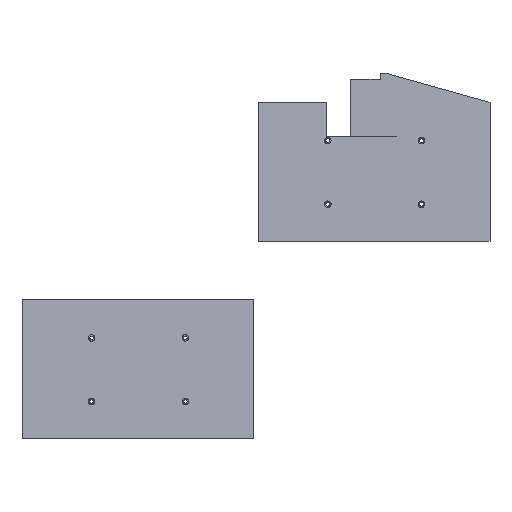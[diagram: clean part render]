
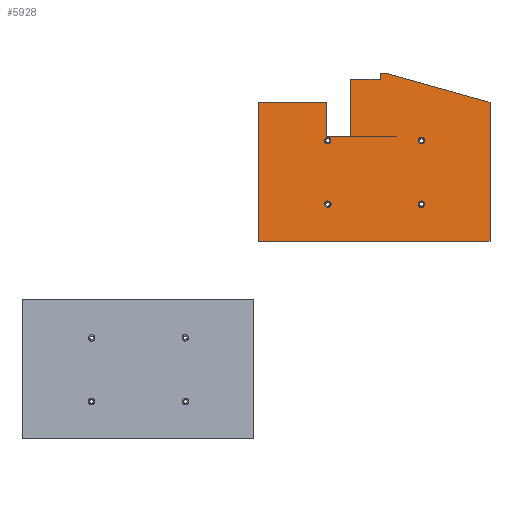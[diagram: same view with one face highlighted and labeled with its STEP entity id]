
A CAD part, front view. The second image highlights one B-rep face of the part: STEP entity #5928.
In plain terms, the highlighted planar face has unit normal (0, -0.995, 0.104).
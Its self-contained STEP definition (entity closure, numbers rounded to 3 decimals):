
#21=ELLIPSE('',#6252,2.011,2.);
#22=ELLIPSE('',#6253,2.011,2.);
#23=ELLIPSE('',#6254,2.011,2.);
#24=ELLIPSE('',#6255,2.011,2.);
#64=FACE_BOUND('',#574,.T.);
#65=FACE_BOUND('',#575,.T.);
#66=FACE_BOUND('',#576,.T.);
#67=FACE_BOUND('',#577,.T.);
#266=FACE_OUTER_BOUND('',#573,.T.);
#573=EDGE_LOOP('',(#4137,#4138,#4139,#4140,#4141,#4142,#4143,#4144,#4145,
#4146,#4147,#4148,#4149,#4150));
#574=EDGE_LOOP('',(#4151));
#575=EDGE_LOOP('',(#4152));
#576=EDGE_LOOP('',(#4153));
#577=EDGE_LOOP('',(#4154));
#1030=LINE('',#8197,#1819);
#1033=LINE('',#8202,#1822);
#1035=LINE('',#8206,#1824);
#1037=LINE('',#8210,#1826);
#1046=LINE('',#8226,#1835);
#1049=LINE('',#8232,#1838);
#1051=LINE('',#8236,#1840);
#1053=LINE('',#8239,#1842);
#1072=LINE('',#8292,#1861);
#1079=LINE('',#8305,#1868);
#1080=LINE('',#8307,#1869);
#1081=LINE('',#8309,#1870);
#1082=LINE('',#8311,#1871);
#1083=LINE('',#8312,#1872);
#1819=VECTOR('',#6670,10.);
#1822=VECTOR('',#6675,10.);
#1824=VECTOR('',#6679,10.);
#1826=VECTOR('',#6683,10.);
#1835=VECTOR('',#6694,10.);
#1838=VECTOR('',#6699,10.);
#1840=VECTOR('',#6703,10.);
#1842=VECTOR('',#6707,10.);
#1861=VECTOR('',#6752,10.);
#1868=VECTOR('',#6765,10.);
#1869=VECTOR('',#6766,10.);
#1870=VECTOR('',#6767,10.);
#1871=VECTOR('',#6768,10.);
#1872=VECTOR('',#6769,10.);
#2594=VERTEX_POINT('',#8195);
#2595=VERTEX_POINT('',#8196);
#2596=VERTEX_POINT('',#8201);
#2597=VERTEX_POINT('',#8205);
#2598=VERTEX_POINT('',#8209);
#2603=VERTEX_POINT('',#8223);
#2604=VERTEX_POINT('',#8225);
#2606=VERTEX_POINT('',#8231);
#2607=VERTEX_POINT('',#8235);
#2626=VERTEX_POINT('',#8288);
#2628=VERTEX_POINT('',#8291);
#2632=VERTEX_POINT('',#8306);
#2633=VERTEX_POINT('',#8308);
#2634=VERTEX_POINT('',#8310);
#2635=VERTEX_POINT('',#8313);
#2636=VERTEX_POINT('',#8315);
#2637=VERTEX_POINT('',#8317);
#2638=VERTEX_POINT('',#8319);
#3170=EDGE_CURVE('',#2594,#2595,#1030,.T.);
#3173=EDGE_CURVE('',#2595,#2596,#1033,.T.);
#3175=EDGE_CURVE('',#2596,#2597,#1035,.T.);
#3177=EDGE_CURVE('',#2597,#2598,#1037,.T.);
#3186=EDGE_CURVE('',#2603,#2604,#1046,.T.);
#3189=EDGE_CURVE('',#2598,#2606,#1049,.T.);
#3191=EDGE_CURVE('',#2606,#2607,#1051,.T.);
#3193=EDGE_CURVE('',#2607,#2603,#1053,.T.);
#3218=EDGE_CURVE('',#2628,#2626,#1072,.T.);
#3225=EDGE_CURVE('',#2594,#2628,#1079,.T.);
#3226=EDGE_CURVE('',#2632,#2626,#1080,.T.);
#3227=EDGE_CURVE('',#2633,#2632,#1081,.T.);
#3228=EDGE_CURVE('',#2634,#2633,#1082,.T.);
#3229=EDGE_CURVE('',#2604,#2634,#1083,.T.);
#3230=EDGE_CURVE('',#2635,#2635,#21,.T.);
#3231=EDGE_CURVE('',#2636,#2636,#22,.T.);
#3232=EDGE_CURVE('',#2637,#2637,#23,.T.);
#3233=EDGE_CURVE('',#2638,#2638,#24,.T.);
#4137=ORIENTED_EDGE('',*,*,#3225,.T.);
#4138=ORIENTED_EDGE('',*,*,#3218,.T.);
#4139=ORIENTED_EDGE('',*,*,#3226,.F.);
#4140=ORIENTED_EDGE('',*,*,#3227,.F.);
#4141=ORIENTED_EDGE('',*,*,#3228,.F.);
#4142=ORIENTED_EDGE('',*,*,#3229,.F.);
#4143=ORIENTED_EDGE('',*,*,#3186,.F.);
#4144=ORIENTED_EDGE('',*,*,#3193,.F.);
#4145=ORIENTED_EDGE('',*,*,#3191,.F.);
#4146=ORIENTED_EDGE('',*,*,#3189,.F.);
#4147=ORIENTED_EDGE('',*,*,#3177,.F.);
#4148=ORIENTED_EDGE('',*,*,#3175,.F.);
#4149=ORIENTED_EDGE('',*,*,#3173,.F.);
#4150=ORIENTED_EDGE('',*,*,#3170,.F.);
#4151=ORIENTED_EDGE('',*,*,#3230,.F.);
#4152=ORIENTED_EDGE('',*,*,#3231,.F.);
#4153=ORIENTED_EDGE('',*,*,#3232,.F.);
#4154=ORIENTED_EDGE('',*,*,#3233,.F.);
#5654=PLANE('',#6251);
#5928=ADVANCED_FACE('',(#266,#64,#65,#66,#67),#5654,.F.);
#6251=AXIS2_PLACEMENT_3D('',#8304,#6763,#6764);
#6252=AXIS2_PLACEMENT_3D('',#8314,#6770,#6771);
#6253=AXIS2_PLACEMENT_3D('',#8316,#6772,#6773);
#6254=AXIS2_PLACEMENT_3D('',#8318,#6774,#6775);
#6255=AXIS2_PLACEMENT_3D('',#8320,#6776,#6777);
#6670=DIRECTION('',(0.,0.105,0.995));
#6675=DIRECTION('',(1.,0.,0.));
#6679=DIRECTION('',(0.963,-0.028,-0.27));
#6683=DIRECTION('',(0.,-0.105,-0.995));
#6694=DIRECTION('',(0.,-0.105,-0.995));
#6699=DIRECTION('',(-1.,0.,0.));
#6703=DIRECTION('',(0.,0.105,0.995));
#6707=DIRECTION('',(1.,0.,-0.001));
#6752=DIRECTION('',(-1.,0.,-0.001));
#6763=DIRECTION('center_axis',(0.,0.995,-0.105));
#6764=DIRECTION('ref_axis',(0.,-0.105,-0.995));
#6765=DIRECTION('',(-1.,0.,0.001));
#6766=DIRECTION('',(0.,0.105,0.995));
#6767=DIRECTION('',(0.001,0.105,0.995));
#6768=DIRECTION('',(-1.,0.,0.001));
#6769=DIRECTION('',(1.,0.,0.));
#6770=DIRECTION('center_axis',(0.,-0.995,0.105));
#6771=DIRECTION('ref_axis',(0.,0.105,0.995));
#6772=DIRECTION('center_axis',(0.,-0.995,0.105));
#6773=DIRECTION('ref_axis',(0.,0.105,0.995));
#6774=DIRECTION('center_axis',(0.,-0.995,0.105));
#6775=DIRECTION('ref_axis',(0.,0.105,0.995));
#6776=DIRECTION('center_axis',(0.,-0.995,0.105));
#6777=DIRECTION('ref_axis',(0.,0.105,0.995));
#8195=CARTESIAN_POINT('',(70.235,-2.04,215.189));
#8196=CARTESIAN_POINT('',(70.235,-1.653,218.868));
#8197=CARTESIAN_POINT('',(70.235,-1.434,220.955));
#8201=CARTESIAN_POINT('',(74.235,-1.653,218.868));
#8202=CARTESIAN_POINT('',(105.736,-1.653,218.868));
#8205=CARTESIAN_POINT('',(137.237,-3.509,201.212));
#8206=CARTESIAN_POINT('',(134.347,-3.423,202.022));
#8209=CARTESIAN_POINT('',(137.237,-12.42,116.422));
#8210=CARTESIAN_POINT('',(137.237,-6.758,170.292));
#8223=CARTESIAN_POINT('',(37.457,-3.513,201.172));
#8225=CARTESIAN_POINT('',(37.447,-5.703,180.334));
#8226=CARTESIAN_POINT('',(37.458,-3.434,201.922));
#8231=CARTESIAN_POINT('',(-4.113,-12.42,116.422));
#8232=CARTESIAN_POINT('',(66.562,-12.42,116.422));
#8235=CARTESIAN_POINT('',(-4.113,-3.509,201.212));
#8236=CARTESIAN_POINT('',(-4.113,-2.351,212.224));
#8239=CARTESIAN_POINT('',(87.336,-3.518,201.124));
#8288=CARTESIAN_POINT('',(52.324,-2.038,215.201));
#8291=CARTESIAN_POINT('',(52.33,-2.038,215.201));
#8292=CARTESIAN_POINT('',(92.785,-2.036,215.228));
#8304=CARTESIAN_POINT('Origin',(133.237,-1.607,219.306));
#8305=CARTESIAN_POINT('',(92.782,-2.041,215.174));
#8306=CARTESIAN_POINT('',(52.324,-2.946,206.567));
#8307=CARTESIAN_POINT('',(52.324,-2.363,212.113));
#8308=CARTESIAN_POINT('',(52.307,-5.699,180.371));
#8309=CARTESIAN_POINT('',(52.33,-2.017,215.407));
#8310=CARTESIAN_POINT('',(80.307,-5.701,180.352));
#8311=CARTESIAN_POINT('',(106.759,-5.703,180.335));
#8312=CARTESIAN_POINT('',(106.781,-5.7,180.364));
#8313=CARTESIAN_POINT('',(93.457,-10.04,139.072));
#8314=CARTESIAN_POINT('Origin',(95.457,-10.04,139.072));
#8315=CARTESIAN_POINT('',(36.317,-5.963,177.862));
#8316=CARTESIAN_POINT('Origin',(38.317,-5.963,177.862));
#8317=CARTESIAN_POINT('',(93.467,-5.963,177.862));
#8318=CARTESIAN_POINT('Origin',(95.467,-5.963,177.862));
#8319=CARTESIAN_POINT('',(36.317,-10.04,139.072));
#8320=CARTESIAN_POINT('Origin',(38.317,-10.04,139.072));
